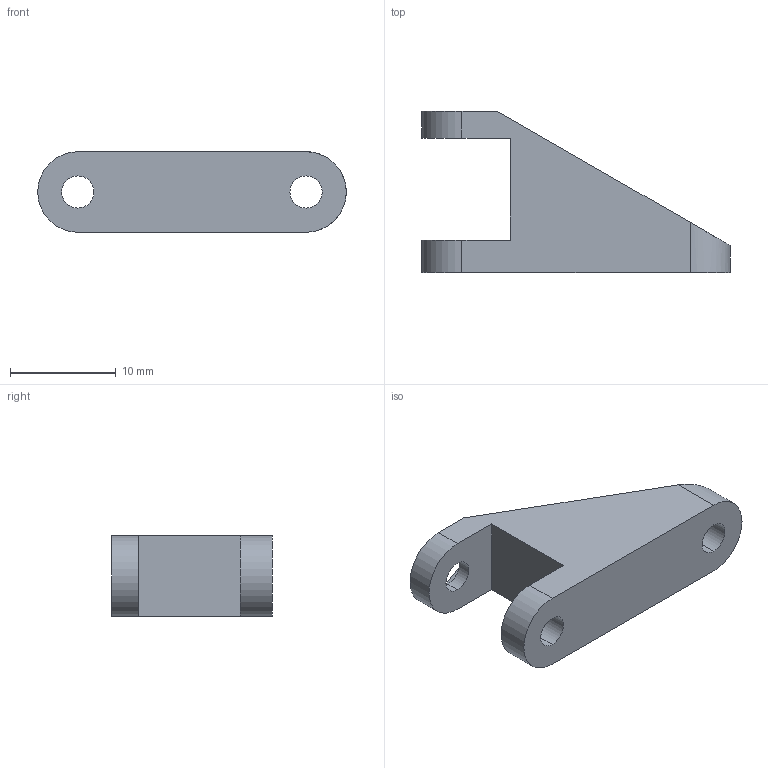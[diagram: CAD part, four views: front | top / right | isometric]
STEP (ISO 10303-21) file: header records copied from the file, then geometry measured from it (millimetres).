
FILE_DESCRIPTION (( 'STEP AP203' ), '1' );
FILE_NAME ('BoardMountingArm.STEP', '2012-03-25T05:55:56', ( '' ), ( '' ), 'SwSTEP 2.0', 'SolidWorks 2010', '' );
FILE_SCHEMA (( 'CONFIG_CONTROL_DESIGN' ));
Length unit declared in the file: inch
Products named in the file (1): BoardMountingArm
Bounding box: 29.21 x 15.24 x 7.62 mm (x, y, z)
Volume: 1513.7 mm3; surface area: 1204.6 mm2
Topology: 1 solids, 1 shells, 31 faces, 81 edges, 54 vertices
Faces by surface type: plane 22, cylinder 9
Entity records: 1043 total; most frequent: CARTESIAN_POINT 170, ORIENTED_EDGE 162, DIRECTION 161, EDGE_CURVE 81, VECTOR 63, LINE 63, VERTEX_POINT 54, AXIS2_PLACEMENT_3D 49
